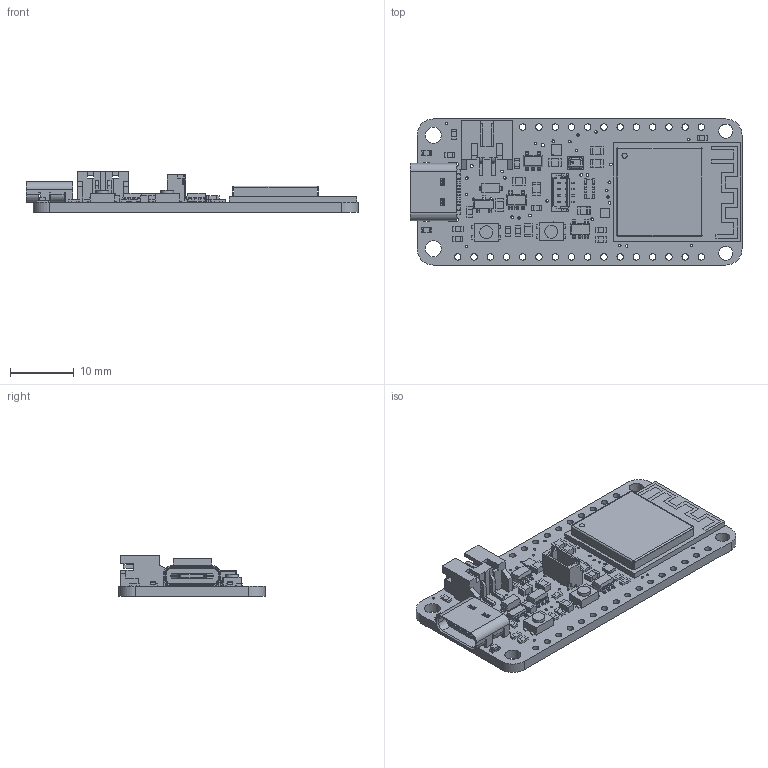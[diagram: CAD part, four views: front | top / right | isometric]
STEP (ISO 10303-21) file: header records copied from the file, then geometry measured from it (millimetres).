
FILE_DESCRIPTION(/* description */ (''),/* implementation_level */ '2;1');
FILE_NAME(/* name */ 'PCB Component.step',/* time_stamp */ '2023-04-04T08:37:05-04:00',/* author */ (''),/* organization */ (''),/* preprocessor_version */ 'ST-DEVELOPER v19.2',/* originating_system */ 'Autodesk Translation Framework v12.4.0.73',/* authorisation */ '');
FILE_SCHEMA (('AUTOMOTIVE_DESIGN { 1 0 10303 214 3 1 1 }'));
Products named in the file (18): PCB Component; Board; 10uF; AP2112/RT9080-3.3; MBR540; JSTPH; RED; 1uF; KMR2; DMG3415U; USB C; ESP32-S2-MODULE_MINI; LC709203F/MH; JST SH; WS2812B_SK6805_1515; BME280; 10uF_1; 10K
Assembly tree (38 placements, depth 2):
  PCB Component
    Board
    10uF  x7
    AP2112/RT9080-3.3  x3
    MBR540
    JSTPH
    RED  x2
    1uF  x12
    KMR2  x2
    DMG3415U
    USB C
    ESP32-S2-MODULE_MINI
    LC709203F/MH
    JST SH
    WS2812B_SK6805_1515
    BME280
    10uF_1
    10K
Bounding box: 51.92 x 22.86 x 6.37 mm (x, y, z)
Volume: 2390.9 mm3; surface area: 5703.9 mm2
Topology: 158 solids, 158 shells, 2837 faces, 7098 edges, 4636 vertices
Faces by surface type: plane 2343, cylinder 425, sphere 31, bspline 18, torus 14, cone 6
Full cylindrical faces by diameter (mm): 0.08 x1, 0.2 x1, 0.3 x1, 0.394 x83, 0.483 x2, 0.5 x2, 0.65 x2, 0.8 x2, 1 x28, 2 x2, 2.2 x2, 2.5 x2
Entity records: 71022 total; most frequent: CARTESIAN_POINT 12268, ORIENTED_EDGE 11630, DIRECTION 11404, EDGE_CURVE 5815, LINE 4992, VECTOR 4992, VERTEX_POINT 3816, AXIS2_PLACEMENT_3D 3206
